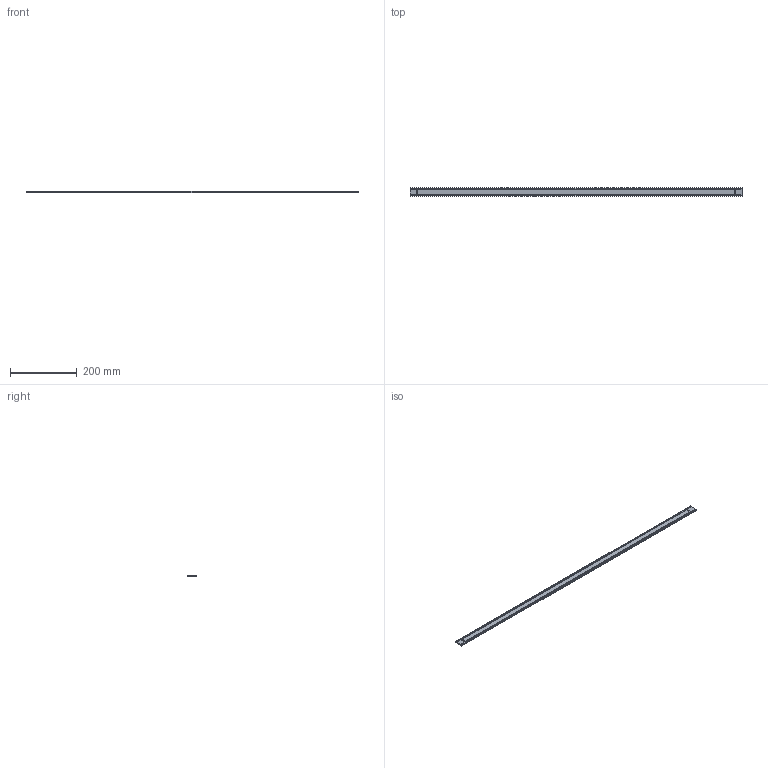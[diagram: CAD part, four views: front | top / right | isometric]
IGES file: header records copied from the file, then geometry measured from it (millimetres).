
Start section:  PTC IGES file: 193427.igs
Global section: file name: 193427.igs; native system: Creo Parametric by Parametric Technology Corporation; preprocessor: 2013230; author: pdmadmin; organization: Unknown; date: 20160304.125445; units: millimetre
Bounding box: 997.36 x 26.53 x 3.24 mm (x, y, z)
Volume: 50527.2 mm3; surface area: 334527.8 mm2
Topology: 2 solids, 2 shells, 48 faces, 232 edges, 288 vertices
Faces by surface type: bspline 32, revolution 16
